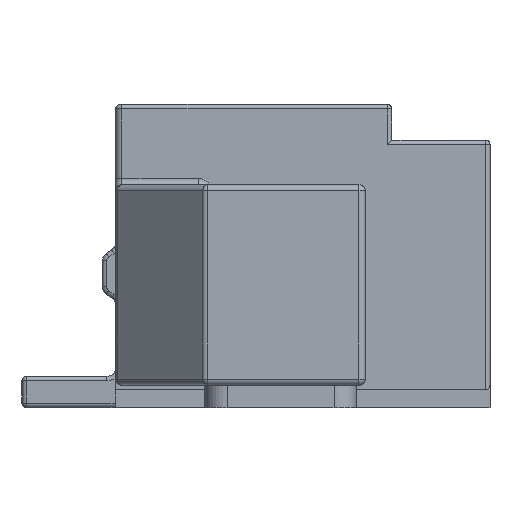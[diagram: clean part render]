
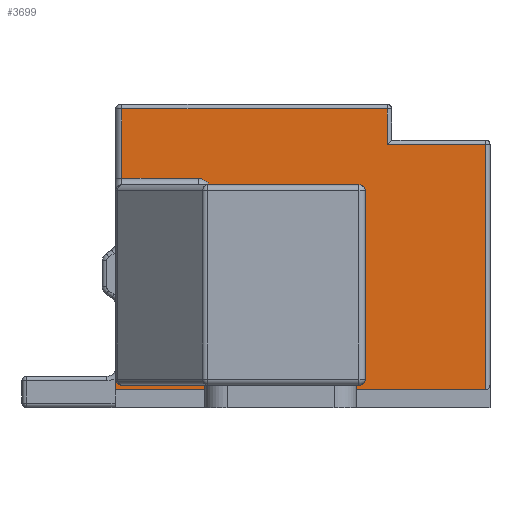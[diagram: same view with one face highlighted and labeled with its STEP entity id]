
A CAD part, left-side view. The second image highlights one B-rep face of the part: STEP entity #3699.
In plain terms, the highlighted planar face has unit normal (-1, 0, 0).
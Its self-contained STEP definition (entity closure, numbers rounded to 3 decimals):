
#211 = ORIENTED_EDGE ( 'NONE', *, *, #31511, .T. ) ;
#441 = VECTOR ( 'NONE', #17538, 1000. ) ;
#703 = LINE ( 'NONE', #28451, #16383 ) ;
#791 = ORIENTED_EDGE ( 'NONE', *, *, #18804, .T. ) ;
#851 = CARTESIAN_POINT ( 'NONE',  ( -2.825, -2.1, 0.25 ) ) ;
#993 = ORIENTED_EDGE ( 'NONE', *, *, #22759, .T. ) ;
#1118 = CARTESIAN_POINT ( 'NONE',  ( -2.825, 1.17, 2.57 ) ) ;
#2714 = CARTESIAN_POINT ( 'NONE',  ( -2.825, -2.05, 3.4 ) ) ;
#2788 = DIRECTION ( 'NONE',  ( 1., 0., 0. ) ) ;
#3358 = DIRECTION ( 'NONE',  ( 0., 1., 0. ) ) ;
#3419 = ORIENTED_EDGE ( 'NONE', *, *, #10571, .T. ) ;
#3699 = ADVANCED_FACE ( 'NONE', ( #25065 ), #12237, .F. ) ;
#3948 = AXIS2_PLACEMENT_3D ( 'NONE', #9442, #4561, #20037 ) ;
#4036 = CARTESIAN_POINT ( 'NONE',  ( -2.825, 2.1, 0.2 ) ) ;
#4098 = CARTESIAN_POINT ( 'NONE',  ( -2.825, -0.95, 3.4 ) ) ;
#4413 = VERTEX_POINT ( 'NONE', #8312 ) ;
#4561 = DIRECTION ( 'NONE',  ( 1., 0., 0. ) ) ;
#4710 = CARTESIAN_POINT ( 'NONE',  ( -2.825, 2.1, 0.2 ) ) ;
#4770 = CARTESIAN_POINT ( 'NONE',  ( -2.825, 2.03, 3.35 ) ) ;
#4954 = EDGE_CURVE ( 'NONE', #4413, #18101, #17206, .T. ) ;
#5231 = CARTESIAN_POINT ( 'NONE',  ( -2.825, 2.1, 3.4 ) ) ;
#5439 = VERTEX_POINT ( 'NONE', #13883 ) ;
#5764 = EDGE_CURVE ( 'NONE', #4413, #21503, #9553, .T. ) ;
#5794 = CARTESIAN_POINT ( 'NONE',  ( -2.825, 2.1, 2.95 ) ) ;
#6702 = LINE ( 'NONE', #24418, #14192 ) ;
#8015 = VERTEX_POINT ( 'NONE', #23645 ) ;
#8104 = CIRCLE ( 'NONE', #3948, 0.07 ) ;
#8312 = CARTESIAN_POINT ( 'NONE',  ( -2.825, -2.05, 0.2 ) ) ;
#8343 = CARTESIAN_POINT ( 'NONE',  ( -2.825, -2.05, 2.95 ) ) ;
#8473 = DIRECTION ( 'NONE',  ( 0., 0., -1. ) ) ;
#9072 = EDGE_CURVE ( 'NONE', #5439, #9564, #11128, .T. ) ;
#9204 = EDGE_LOOP ( 'NONE', ( #211, #791, #20284, #28549, #21332, #12086, #24652, #993, #22272, #26395, #18165, #3419 ) ) ;
#9292 = EDGE_CURVE ( 'NONE', #8015, #15290, #703, .T. ) ;
#9442 = CARTESIAN_POINT ( 'NONE',  ( -2.825, 2.03, 0.32 ) ) ;
#9553 = LINE ( 'NONE', #4036, #12446 ) ;
#9564 = VERTEX_POINT ( 'NONE', #30970 ) ;
#10571 = EDGE_CURVE ( 'NONE', #18101, #25986, #13466, .T. ) ;
#11076 = DIRECTION ( 'NONE',  ( 0., 1., 0. ) ) ;
#11128 = LINE ( 'NONE', #20565, #30316 ) ;
#11450 = LINE ( 'NONE', #4098, #14379 ) ;
#12086 = ORIENTED_EDGE ( 'NONE', *, *, #9072, .T. ) ;
#12237 = PLANE ( 'NONE',  #27091 ) ;
#12239 = DIRECTION ( 'NONE',  ( 0., 0., 1. ) ) ;
#12394 = DIRECTION ( 'NONE',  ( 0., 0., -1. ) ) ;
#12446 = VECTOR ( 'NONE', #17057, 1000. ) ;
#13466 = LINE ( 'NONE', #5794, #23745 ) ;
#13883 = CARTESIAN_POINT ( 'NONE',  ( -2.825, 1.03, 2.43 ) ) ;
#14192 = VECTOR ( 'NONE', #29254, 1000. ) ;
#14379 = VECTOR ( 'NONE', #12239, 1000. ) ;
#14923 = EDGE_CURVE ( 'NONE', #21503, #15726, #6702, .T. ) ;
#15290 = VERTEX_POINT ( 'NONE', #17870 ) ;
#15367 = VERTEX_POINT ( 'NONE', #17037 ) ;
#15469 = CARTESIAN_POINT ( 'NONE',  ( -2.825, 1.17, 2.43 ) ) ;
#15726 = VERTEX_POINT ( 'NONE', #24896 ) ;
#16112 = LINE ( 'NONE', #851, #31503 ) ;
#16366 = AXIS2_PLACEMENT_3D ( 'NONE', #15469, #27279, #12394 ) ;
#16383 = VECTOR ( 'NONE', #8473, 1000. ) ;
#17037 = CARTESIAN_POINT ( 'NONE',  ( -2.825, 2.03, 0.25 ) ) ;
#17057 = DIRECTION ( 'NONE',  ( 0., 1., 0. ) ) ;
#17206 = LINE ( 'NONE', #2714, #441 ) ;
#17538 = DIRECTION ( 'NONE',  ( 0., 0., 1. ) ) ;
#17763 = DIRECTION ( 'NONE',  ( 0., 0., -1. ) ) ;
#17870 = CARTESIAN_POINT ( 'NONE',  ( -2.825, 2.03, 2.57 ) ) ;
#18101 = VERTEX_POINT ( 'NONE', #8343 ) ;
#18165 = ORIENTED_EDGE ( 'NONE', *, *, #4954, .T. ) ;
#18219 = VECTOR ( 'NONE', #19265, 1000. ) ;
#18804 = EDGE_CURVE ( 'NONE', #25324, #8015, #27028, .T. ) ;
#18885 = LINE ( 'NONE', #23272, #23500 ) ;
#19265 = DIRECTION ( 'NONE',  ( 0., 1., 0. ) ) ;
#19882 = EDGE_CURVE ( 'NONE', #15290, #31194, #18885, .T. ) ;
#20037 = DIRECTION ( 'NONE',  ( 0., 0., -1. ) ) ;
#20284 = ORIENTED_EDGE ( 'NONE', *, *, #9292, .T. ) ;
#20565 = CARTESIAN_POINT ( 'NONE',  ( -2.825, 1.03, 0.25 ) ) ;
#20712 = DIRECTION ( 'NONE',  ( 0., -1., 0. ) ) ;
#21332 = ORIENTED_EDGE ( 'NONE', *, *, #24388, .F. ) ;
#21503 = VERTEX_POINT ( 'NONE', #4710 ) ;
#22272 = ORIENTED_EDGE ( 'NONE', *, *, #14923, .F. ) ;
#22759 = EDGE_CURVE ( 'NONE', #15367, #15726, #8104, .T. ) ;
#22896 = CARTESIAN_POINT ( 'NONE',  ( -2.825, -0.95, 3.35 ) ) ;
#23272 = CARTESIAN_POINT ( 'NONE',  ( -2.825, 2.1, 2.57 ) ) ;
#23500 = VECTOR ( 'NONE', #20712, 1000. ) ;
#23645 = CARTESIAN_POINT ( 'NONE',  ( -2.825, 2.03, 3.35 ) ) ;
#23745 = VECTOR ( 'NONE', #3358, 1000. ) ;
#24388 = EDGE_CURVE ( 'NONE', #5439, #31194, #31353, .T. ) ;
#24418 = CARTESIAN_POINT ( 'NONE',  ( -2.825, 2.1, 0. ) ) ;
#24652 = ORIENTED_EDGE ( 'NONE', *, *, #25810, .T. ) ;
#24896 = CARTESIAN_POINT ( 'NONE',  ( -2.825, 2.1, 0.32 ) ) ;
#25018 = CARTESIAN_POINT ( 'NONE',  ( -2.825, -0.95, 2.95 ) ) ;
#25065 = FACE_OUTER_BOUND ( 'NONE', #9204, .T. ) ;
#25324 = VERTEX_POINT ( 'NONE', #22896 ) ;
#25810 = EDGE_CURVE ( 'NONE', #9564, #15367, #16112, .T. ) ;
#25905 = DIRECTION ( 'NONE',  ( 0., 0., -1. ) ) ;
#25986 = VERTEX_POINT ( 'NONE', #25018 ) ;
#26395 = ORIENTED_EDGE ( 'NONE', *, *, #5764, .F. ) ;
#27028 = LINE ( 'NONE', #4770, #18219 ) ;
#27091 = AXIS2_PLACEMENT_3D ( 'NONE', #5231, #2788, #17763 ) ;
#27279 = DIRECTION ( 'NONE',  ( -1., 0., 0. ) ) ;
#28451 = CARTESIAN_POINT ( 'NONE',  ( -2.825, 2.03, 3.4 ) ) ;
#28549 = ORIENTED_EDGE ( 'NONE', *, *, #19882, .T. ) ;
#29254 = DIRECTION ( 'NONE',  ( 0., 0., 1. ) ) ;
#30316 = VECTOR ( 'NONE', #25905, 1000. ) ;
#30970 = CARTESIAN_POINT ( 'NONE',  ( -2.825, 1.03, 0.25 ) ) ;
#31194 = VERTEX_POINT ( 'NONE', #1118 ) ;
#31353 = CIRCLE ( 'NONE', #16366, 0.14 ) ;
#31503 = VECTOR ( 'NONE', #11076, 1000. ) ;
#31511 = EDGE_CURVE ( 'NONE', #25986, #25324, #11450, .T. ) ;
